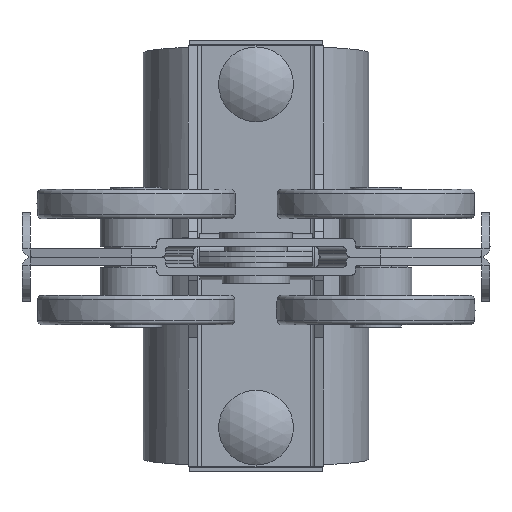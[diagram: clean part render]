
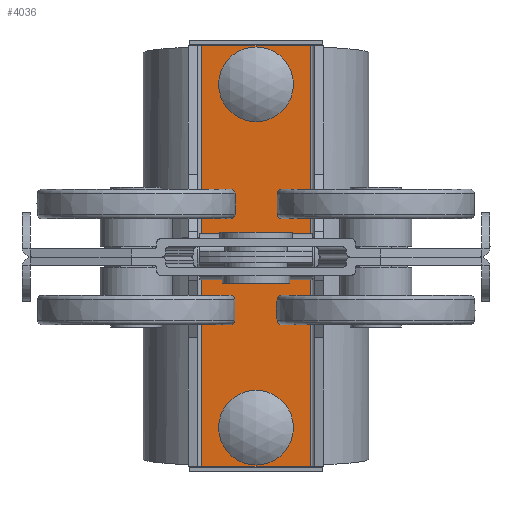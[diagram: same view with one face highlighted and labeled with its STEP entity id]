
A CAD part, front view. The second image highlights one B-rep face of the part: STEP entity #4036.
In plain terms, the highlighted face is planar.
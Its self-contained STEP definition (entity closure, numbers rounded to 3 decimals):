
#3723=CARTESIAN_POINT('',(0.,2.0,27.));
#3724=VERTEX_POINT('',#3723);
#3732=CARTESIAN_POINT('',(0.,2.0,3.));
#3733=VERTEX_POINT('',#3732);
#3734=CARTESIAN_POINT('',(0.,2.0,27.));
#3735=DIRECTION('',(0.0,0.0,-1.0));
#3736=VECTOR('',#3735,24.);
#3737=LINE('',#3734,#3736);
#3738=EDGE_CURVE('',#3724,#3733,#3737,.T.);
#3908=CARTESIAN_POINT('',(93.0,2.,3.));
#3909=VERTEX_POINT('',#3908);
#3910=CARTESIAN_POINT('',(0.,2.0,3.));
#3911=DIRECTION('',(1.0,0.0,0.0));
#3912=VECTOR('',#3911,93.0);
#3913=LINE('',#3910,#3912);
#3914=EDGE_CURVE('',#3733,#3909,#3913,.T.);
#3934=CARTESIAN_POINT('',(0.,2.0,2.));
#3935=DIRECTION('',(0.0,-1.0,0.0));
#3936=DIRECTION('',(0.0,0.0,-1.0));
#3937=AXIS2_PLACEMENT_3D('',#3934,#3935,#3936);
#3938=PLANE('',#3937);
#3939=ORIENTED_EDGE('',*,*,#3914,.F.);
#3940=ORIENTED_EDGE('',*,*,#3738,.F.);
#3941=CARTESIAN_POINT('',(93.0,2.,27.));
#3942=VERTEX_POINT('',#3941);
#3943=CARTESIAN_POINT('',(93.0,2.,27.));
#3944=DIRECTION('',(-1.0,0.0,0.0));
#3945=VECTOR('',#3944,93.0);
#3946=LINE('',#3943,#3945);
#3947=EDGE_CURVE('',#3942,#3724,#3946,.T.);
#3948=ORIENTED_EDGE('',*,*,#3947,.F.);
#3949=CARTESIAN_POINT('',(93.0,2.,3.));
#3950=DIRECTION('',(0.0,0.0,1.0));
#3951=VECTOR('',#3950,24.);
#3952=LINE('',#3949,#3951);
#3953=EDGE_CURVE('',#3909,#3942,#3952,.T.);
#3954=ORIENTED_EDGE('',*,*,#3953,.F.);
#3955=EDGE_LOOP('',(#3939,#3940,#3948,#3954));
#3956=FACE_OUTER_BOUND('',#3955,.T.);
#3957=CARTESIAN_POINT('',(5.25,2.,18.25));
#3958=VERTEX_POINT('',#3957);
#3959=CARTESIAN_POINT('',(5.25,2.,11.75));
#3960=VERTEX_POINT('',#3959);
#3961=CARTESIAN_POINT('',(5.25,2.,18.25));
#3962=DIRECTION('',(0.0,0.0,-1.0));
#3963=VECTOR('',#3962,6.5);
#3964=LINE('',#3961,#3963);
#3965=EDGE_CURVE('',#3958,#3960,#3964,.T.);
#3966=ORIENTED_EDGE('',*,*,#3965,.T.);
#3967=CARTESIAN_POINT('',(11.75,2.,11.75));
#3968=VERTEX_POINT('',#3967);
#3969=CARTESIAN_POINT('',(5.25,2.,11.75));
#3970=DIRECTION('',(1.0,0.0,0.0));
#3971=VECTOR('',#3970,6.5);
#3972=LINE('',#3969,#3971);
#3973=EDGE_CURVE('',#3960,#3968,#3972,.T.);
#3974=ORIENTED_EDGE('',*,*,#3973,.T.);
#3975=CARTESIAN_POINT('',(11.75,2.,18.25));
#3976=VERTEX_POINT('',#3975);
#3977=CARTESIAN_POINT('',(11.75,2.,11.75));
#3978=DIRECTION('',(0.0,0.0,1.0));
#3979=VECTOR('',#3978,6.5);
#3980=LINE('',#3977,#3979);
#3981=EDGE_CURVE('',#3968,#3976,#3980,.T.);
#3982=ORIENTED_EDGE('',*,*,#3981,.T.);
#3983=CARTESIAN_POINT('',(11.75,2.,18.25));
#3984=DIRECTION('',(-1.0,0.0,0.0));
#3985=VECTOR('',#3984,6.5);
#3986=LINE('',#3983,#3985);
#3987=EDGE_CURVE('',#3976,#3958,#3986,.T.);
#3988=ORIENTED_EDGE('',*,*,#3987,.T.);
#3989=EDGE_LOOP('',(#3966,#3974,#3982,#3988));
#3990=FACE_BOUND('',#3989,.T.);
#3991=CARTESIAN_POINT('',(49.55,2.,15.));
#3992=VERTEX_POINT('',#3991);
#3993=CARTESIAN_POINT('',(46.5,2.0,15.));
#3994=DIRECTION('',(0.0,-1.0,0.0));
#3995=DIRECTION('',(-1.0,0.0,0.0));
#3996=AXIS2_PLACEMENT_3D('',#3993,#3994,#3995);
#3997=CIRCLE('',#3996,3.05);
#3998=EDGE_CURVE('',#3992,#3992,#3997,.T.);
#3999=ORIENTED_EDGE('',*,*,#3998,.T.);
#4000=EDGE_LOOP('',(#3999));
#4001=FACE_BOUND('',#4000,.T.);
#4002=CARTESIAN_POINT('',(81.25,2.,18.25));
#4003=VERTEX_POINT('',#4002);
#4004=CARTESIAN_POINT('',(81.25,2.,11.75));
#4005=VERTEX_POINT('',#4004);
#4006=CARTESIAN_POINT('',(81.25,2.,18.25));
#4007=DIRECTION('',(0.0,0.0,-1.0));
#4008=VECTOR('',#4007,6.5);
#4009=LINE('',#4006,#4008);
#4010=EDGE_CURVE('',#4003,#4005,#4009,.T.);
#4011=ORIENTED_EDGE('',*,*,#4010,.T.);
#4012=CARTESIAN_POINT('',(87.75,2.,11.75));
#4013=VERTEX_POINT('',#4012);
#4014=CARTESIAN_POINT('',(81.25,2.,11.75));
#4015=DIRECTION('',(1.0,0.0,0.0));
#4016=VECTOR('',#4015,6.5);
#4017=LINE('',#4014,#4016);
#4018=EDGE_CURVE('',#4005,#4013,#4017,.T.);
#4019=ORIENTED_EDGE('',*,*,#4018,.T.);
#4020=CARTESIAN_POINT('',(87.75,2.,18.25));
#4021=VERTEX_POINT('',#4020);
#4022=CARTESIAN_POINT('',(87.75,2.,11.75));
#4023=DIRECTION('',(0.0,0.0,1.0));
#4024=VECTOR('',#4023,6.5);
#4025=LINE('',#4022,#4024);
#4026=EDGE_CURVE('',#4013,#4021,#4025,.T.);
#4027=ORIENTED_EDGE('',*,*,#4026,.T.);
#4028=CARTESIAN_POINT('',(87.75,2.,18.25));
#4029=DIRECTION('',(-1.0,0.0,0.0));
#4030=VECTOR('',#4029,6.5);
#4031=LINE('',#4028,#4030);
#4032=EDGE_CURVE('',#4021,#4003,#4031,.T.);
#4033=ORIENTED_EDGE('',*,*,#4032,.T.);
#4034=EDGE_LOOP('',(#4011,#4019,#4027,#4033));
#4035=FACE_BOUND('',#4034,.T.);
#4036=ADVANCED_FACE('',(#3956,#3990,#4001,#4035),#3938,.F.);
